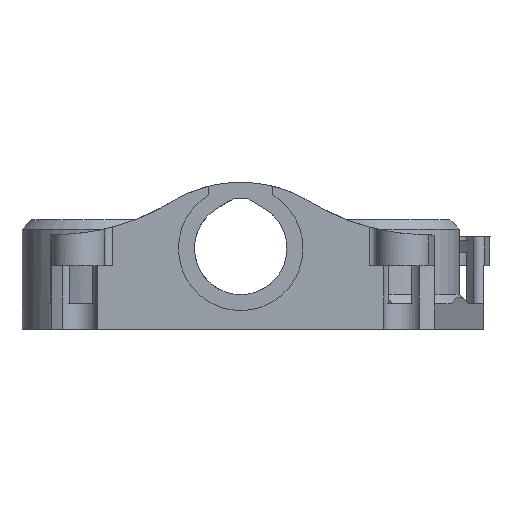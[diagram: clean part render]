
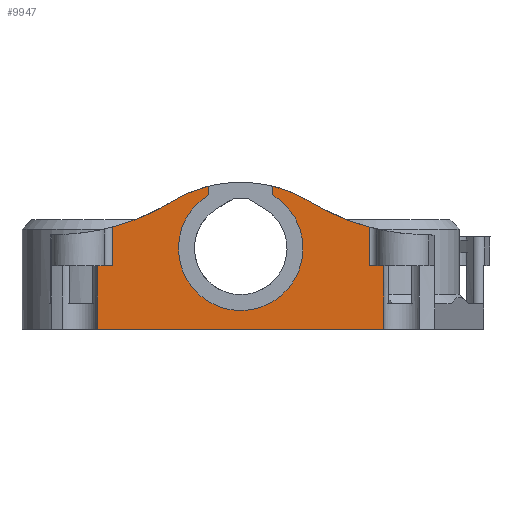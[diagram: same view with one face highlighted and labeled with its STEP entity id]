
A CAD part, front view. The second image highlights one B-rep face of the part: STEP entity #9947.
In plain terms, the highlighted planar face has unit normal (0, -1, 0).
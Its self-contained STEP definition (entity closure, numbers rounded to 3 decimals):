
#221=CIRCLE('',#10245,9.75);
#222=CIRCLE('',#10251,20.018);
#223=CIRCLE('',#10254,20.018);
#246=CIRCLE('',#10304,35.);
#247=CIRCLE('',#10317,35.);
#1801=FACE_OUTER_BOUND('',#2365,.T.);
#2365=EDGE_LOOP('',(#9110,#9111,#9112,#9113,#9114,#9115,#9116,#9117,#9118,
#9119,#9120,#9121,#9122,#9123));
#2874=LINE('',#19835,#3539);
#3000=LINE('',#21829,#3665);
#3005=LINE('',#21839,#3670);
#3046=LINE('',#22236,#3711);
#3047=LINE('',#22239,#3712);
#3048=LINE('',#22240,#3713);
#3049=LINE('',#22242,#3714);
#3050=LINE('',#22244,#3715);
#3051=LINE('',#22245,#3716);
#3539=VECTOR('',#11029,10.);
#3665=VECTOR('',#11479,10.);
#3670=VECTOR('',#11490,10.);
#3711=VECTOR('',#11685,10.);
#3712=VECTOR('',#11688,10.);
#3713=VECTOR('',#11689,10.);
#3714=VECTOR('',#11690,10.);
#3715=VECTOR('',#11691,10.);
#3716=VECTOR('',#11692,10.);
#4426=VERTEX_POINT('',#19832);
#4427=VERTEX_POINT('',#19834);
#4673=VERTEX_POINT('',#21827);
#4674=VERTEX_POINT('',#21828);
#4675=VERTEX_POINT('',#21833);
#4676=VERTEX_POINT('',#21837);
#4677=VERTEX_POINT('',#21848);
#4678=VERTEX_POINT('',#21855);
#4701=VERTEX_POINT('',#22012);
#4711=VERTEX_POINT('',#22182);
#4714=VERTEX_POINT('',#22234);
#4715=VERTEX_POINT('',#22238);
#4716=VERTEX_POINT('',#22241);
#4717=VERTEX_POINT('',#22243);
#5766=EDGE_CURVE('',#4427,#4426,#2874,.T.);
#6106=EDGE_CURVE('',#4673,#4674,#3000,.T.);
#6109=EDGE_CURVE('',#4675,#4673,#221,.T.);
#6112=EDGE_CURVE('',#4676,#4675,#3005,.T.);
#6117=EDGE_CURVE('',#4674,#4677,#222,.T.);
#6122=EDGE_CURVE('',#4678,#4676,#223,.T.);
#6176=EDGE_CURVE('',#4701,#4678,#246,.T.);
#6197=EDGE_CURVE('',#4677,#4711,#247,.T.);
#6205=EDGE_CURVE('',#4701,#4714,#3046,.T.);
#6206=EDGE_CURVE('',#4715,#4714,#3047,.T.);
#6207=EDGE_CURVE('',#4427,#4715,#3048,.T.);
#6208=EDGE_CURVE('',#4426,#4716,#3049,.T.);
#6209=EDGE_CURVE('',#4717,#4716,#3050,.T.);
#6210=EDGE_CURVE('',#4711,#4717,#3051,.T.);
#9110=ORIENTED_EDGE('',*,*,#6106,.F.);
#9111=ORIENTED_EDGE('',*,*,#6109,.F.);
#9112=ORIENTED_EDGE('',*,*,#6112,.F.);
#9113=ORIENTED_EDGE('',*,*,#6122,.F.);
#9114=ORIENTED_EDGE('',*,*,#6176,.F.);
#9115=ORIENTED_EDGE('',*,*,#6205,.T.);
#9116=ORIENTED_EDGE('',*,*,#6206,.F.);
#9117=ORIENTED_EDGE('',*,*,#6207,.F.);
#9118=ORIENTED_EDGE('',*,*,#5766,.T.);
#9119=ORIENTED_EDGE('',*,*,#6208,.T.);
#9120=ORIENTED_EDGE('',*,*,#6209,.F.);
#9121=ORIENTED_EDGE('',*,*,#6210,.F.);
#9122=ORIENTED_EDGE('',*,*,#6197,.F.);
#9123=ORIENTED_EDGE('',*,*,#6117,.F.);
#9441=PLANE('',#10324);
#9947=ADVANCED_FACE('',(#1801),#9441,.F.);
#10245=AXIS2_PLACEMENT_3D('',#21834,#11484,#11485);
#10251=AXIS2_PLACEMENT_3D('',#21849,#11503,#11504);
#10254=AXIS2_PLACEMENT_3D('',#21857,#11513,#11514);
#10304=AXIS2_PLACEMENT_3D('',#22023,#11637,#11638);
#10317=AXIS2_PLACEMENT_3D('',#22183,#11670,#11671);
#10324=AXIS2_PLACEMENT_3D('',#22237,#11686,#11687);
#11029=DIRECTION('',(1.,0.,0.));
#11479=DIRECTION('',(0.,0.,1.));
#11484=DIRECTION('center_axis',(0.,-1.,
0.));
#11485=DIRECTION('ref_axis',(1.,0.,0.));
#11490=DIRECTION('',(0.,0.,-1.));
#11503=DIRECTION('center_axis',(0.,1.,
0.));
#11504=DIRECTION('ref_axis',(0.,0.,
1.));
#11513=DIRECTION('center_axis',(0.,1.,
0.));
#11514=DIRECTION('ref_axis',(-0.523,0.,0.852));
#11637=DIRECTION('center_axis',(0.,-1.,
0.));
#11638=DIRECTION('ref_axis',(0.523,0.,-0.852));
#11670=DIRECTION('center_axis',(0.,-1.,
0.));
#11671=DIRECTION('ref_axis',(-0.057,0.,-0.998));
#11685=DIRECTION('',(0.,0.,-1.));
#11686=DIRECTION('center_axis',(0.,1.,
0.));
#11687=DIRECTION('ref_axis',(-1.,0.,0.));
#11688=DIRECTION('',(1.,0.,0.));
#11689=DIRECTION('',(0.,0.,1.));
#11690=DIRECTION('',(0.,0.,1.));
#11691=DIRECTION('',(1.,0.,0.));
#11692=DIRECTION('',(0.,0.,-1.));
#19832=CARTESIAN_POINT('',(22.4,-21.4,-42.4));
#19834=CARTESIAN_POINT('',(-22.4,-21.4,-42.4));
#19835=CARTESIAN_POINT('',(20.693,-21.4,-42.4));
#21827=CARTESIAN_POINT('',(5.,-21.4,-21.33));
#21828=CARTESIAN_POINT('',(5.,-21.4,-19.972));
#21829=CARTESIAN_POINT('',(5.,-21.4,-31.865));
#21833=CARTESIAN_POINT('',(-5.,-21.4,-21.33));
#21834=CARTESIAN_POINT('Origin',(0.,-21.4,
-29.7));
#21837=CARTESIAN_POINT('',(-5.,-21.4,-19.972));
#21839=CARTESIAN_POINT('',(-5.,-21.4,-31.151));
#21848=CARTESIAN_POINT('',(10.717,-21.4,-22.355));
#21849=CARTESIAN_POINT('Origin',(0.25,-21.4,-39.418));
#21855=CARTESIAN_POINT('',(-10.717,-21.4,-22.355));
#21857=CARTESIAN_POINT('Origin',(-0.25,-21.4,-39.418));
#22012=CARTESIAN_POINT('',(-20.135,-21.4,-26.375));
#22023=CARTESIAN_POINT('Origin',(-29.019,-21.4,7.479));
#22182=CARTESIAN_POINT('',(20.135,-21.4,-26.375));
#22183=CARTESIAN_POINT('Origin',(29.019,-21.4,7.479));
#22234=CARTESIAN_POINT('',(-20.135,-21.4,-32.4));
#22236=CARTESIAN_POINT('',(-20.135,-21.4,-42.4));
#22237=CARTESIAN_POINT('Origin',(22.4,-21.4,-42.4));
#22238=CARTESIAN_POINT('',(-22.4,-21.4,-32.4));
#22239=CARTESIAN_POINT('',(-20.135,-21.4,-32.4));
#22240=CARTESIAN_POINT('',(-22.4,-21.4,-42.4));
#22241=CARTESIAN_POINT('',(22.4,-21.4,-32.4));
#22242=CARTESIAN_POINT('',(22.4,-21.4,-42.4));
#22243=CARTESIAN_POINT('',(20.135,-21.4,-32.4));
#22244=CARTESIAN_POINT('',(20.135,-21.4,-32.4));
#22245=CARTESIAN_POINT('',(20.135,-21.4,-42.4));
